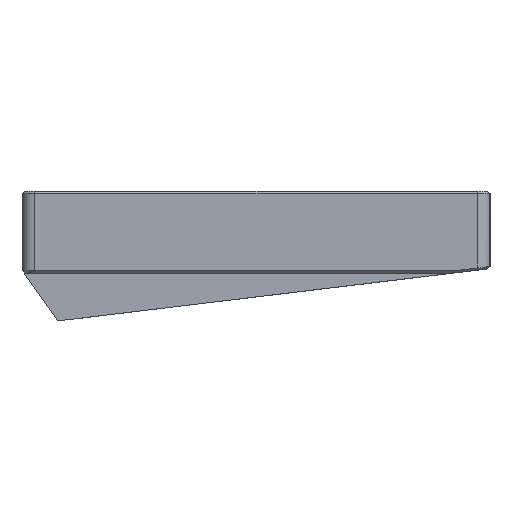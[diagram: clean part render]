
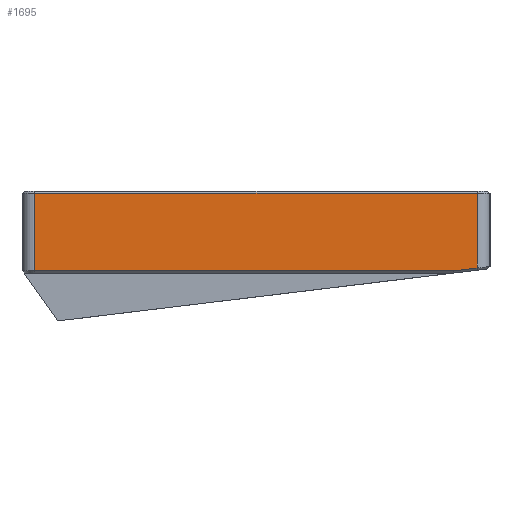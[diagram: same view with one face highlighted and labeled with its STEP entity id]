
A CAD part, left-side view. The second image highlights one B-rep face of the part: STEP entity #1695.
In plain terms, the highlighted planar face has unit normal (-1, 0, 0).
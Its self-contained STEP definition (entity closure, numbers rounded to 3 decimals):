
#34=B_SPLINE_CURVE_WITH_KNOTS('',3,(#2668,#2669,#2670,#2671),
 .UNSPECIFIED.,.F.,.F.,(4,4),(1.551,1.571),
 .UNSPECIFIED.);
#60=PLANE('',#1821);
#118=FACE_OUTER_BOUND('',#224,.T.);
#224=EDGE_LOOP('',(#1261,#1262,#1263,#1264,#1265,#1266));
#358=LINE('',#2653,#522);
#361=LINE('',#2662,#525);
#362=LINE('',#2666,#526);
#363=LINE('',#2673,#527);
#364=LINE('',#2674,#528);
#522=VECTOR('',#2090,10.);
#525=VECTOR('',#2101,10.);
#526=VECTOR('',#2106,10.);
#527=VECTOR('',#2107,10.);
#528=VECTOR('',#2108,10.);
#771=VERTEX_POINT('',#2650);
#772=VERTEX_POINT('',#2652);
#774=VERTEX_POINT('',#2661);
#775=VERTEX_POINT('',#2665);
#776=VERTEX_POINT('',#2667);
#777=VERTEX_POINT('',#2672);
#951=EDGE_CURVE('',#771,#772,#358,.T.);
#956=EDGE_CURVE('',#772,#774,#361,.T.);
#958=EDGE_CURVE('',#775,#771,#362,.T.);
#959=EDGE_CURVE('',#776,#775,#34,.T.);
#960=EDGE_CURVE('',#777,#776,#363,.T.);
#961=EDGE_CURVE('',#774,#777,#364,.T.);
#1261=ORIENTED_EDGE('',*,*,#951,.F.);
#1262=ORIENTED_EDGE('',*,*,#958,.F.);
#1263=ORIENTED_EDGE('',*,*,#959,.F.);
#1264=ORIENTED_EDGE('',*,*,#960,.F.);
#1265=ORIENTED_EDGE('',*,*,#961,.F.);
#1266=ORIENTED_EDGE('',*,*,#956,.F.);
#1695=ADVANCED_FACE('',(#118),#60,.F.);
#1821=AXIS2_PLACEMENT_3D('',#2664,#2104,#2105);
#2090=DIRECTION('',(0.,1.,0.));
#2101=DIRECTION('',(0.,0.,1.));
#2104=DIRECTION('center_axis',(1.,0.,0.));
#2105=DIRECTION('ref_axis',(0.,0.,-1.));
#2106=DIRECTION('',(0.,0.993,-0.12));
#2107=DIRECTION('',(0.,0.,-1.));
#2108=DIRECTION('',(0.,-1.,0.));
#2650=CARTESIAN_POINT('',(-146.85,-46.575,11.347));
#2652=CARTESIAN_POINT('',(-146.85,52.1,11.347));
#2653=CARTESIAN_POINT('',(-146.85,-130.957,11.347));
#2661=CARTESIAN_POINT('',(-146.85,52.1,29.647));
#2662=CARTESIAN_POINT('',(-146.85,52.1,7.536));
#2664=CARTESIAN_POINT('Origin',(-146.85,0.,-0.002));
#2665=CARTESIAN_POINT('',(-146.85,-52.04,12.008));
#2666=CARTESIAN_POINT('',(-146.85,21.796,3.073));
#2667=CARTESIAN_POINT('',(-146.85,-52.1,12.015));
#2668=CARTESIAN_POINT('Ctrl Pts',(-146.85,-52.1,12.015));
#2669=CARTESIAN_POINT('Ctrl Pts',(-146.85,-52.08,12.013));
#2670=CARTESIAN_POINT('Ctrl Pts',(-146.85,-52.06,12.01));
#2671=CARTESIAN_POINT('Ctrl Pts',(-146.85,-52.04,12.008));
#2672=CARTESIAN_POINT('',(-146.85,-52.1,29.647));
#2673=CARTESIAN_POINT('',(-146.85,-52.1,10.431));
#2674=CARTESIAN_POINT('',(-146.85,-25.8,29.647));
